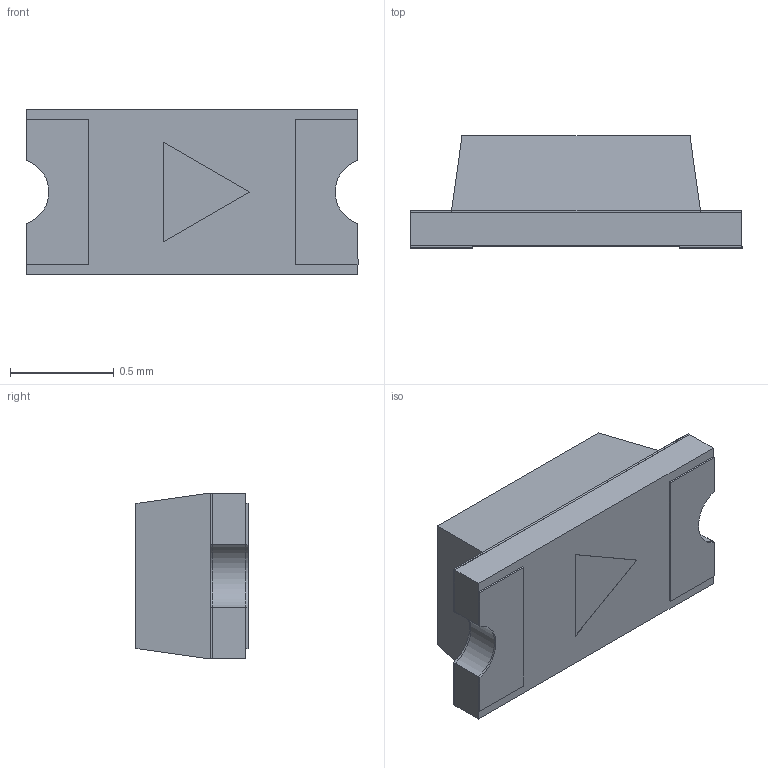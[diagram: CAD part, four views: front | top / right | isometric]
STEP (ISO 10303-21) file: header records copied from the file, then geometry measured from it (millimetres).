
FILE_DESCRIPTION (( 'STEP AP214' ), '1' );
FILE_NAME ('LED 0603 SMD-YELLOW.STEP', '2024-10-31T07:24:25', ( '' ), ( '' ), 'SwSTEP 2.0', 'SolidWorks 2022', '' );
FILE_SCHEMA (( 'AUTOMOTIVE_DESIGN' ));
Length unit declared in the file: millimetre
Products named in the file (1): LED 0603 SMD-YELLOW
Bounding box: 1.6 x 0.54 x 0.8 mm (x, y, z)
Volume: 0.5 mm3; surface area: 9.3 mm2
Topology: 9 solids, 9 shells, 171 faces, 419 edges, 270 vertices
Faces by surface type: plane 119, bspline 25, cylinder 23, torus 4
Entity records: 7581 total; most frequent: CARTESIAN_POINT 1985, ORIENTED_EDGE 838, DIRECTION 725, EDGE_CURVE 419, LINE 287, VECTOR 287, VERTEX_POINT 270, AXIS2_PLACEMENT_3D 219
